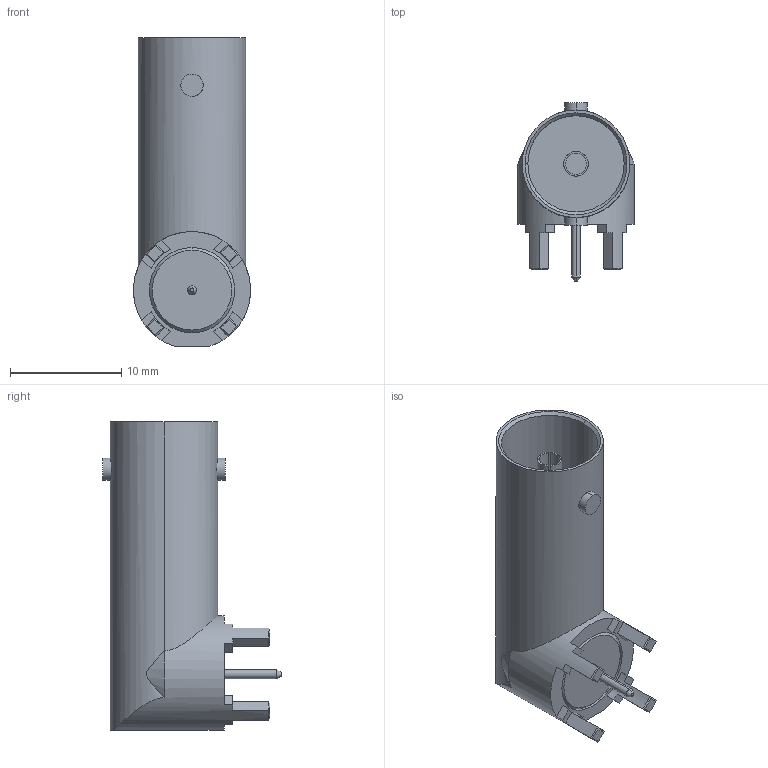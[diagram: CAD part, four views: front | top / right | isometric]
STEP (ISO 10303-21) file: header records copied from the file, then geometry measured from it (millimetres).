
FILE_DESCRIPTION (( 'STEP AP214' ), '1' );
FILE_NAME ('0731711640.STEP', '2019-03-08T15:23:25', ( '' ), ( '' ), 'SwSTEP 2.0', 'SolidWorks 2017', '' );
FILE_SCHEMA (( 'AUTOMOTIVE_DESIGN' ));
Length unit declared in the file: millimetre
Products named in the file (1): 0731711640
Bounding box: 10.49 x 16.02 x 27.64 mm (x, y, z)
Volume: 1684.9 mm3; surface area: 1532.9 mm2
Topology: 4 solids, 4 shells, 103 faces, 252 edges, 160 vertices
Faces by surface type: plane 64, cylinder 23, cone 16
Entity records: 3282 total; most frequent: CARTESIAN_POINT 753, DIRECTION 531, ORIENTED_EDGE 504, EDGE_CURVE 252, AXIS2_PLACEMENT_3D 200, VERTEX_POINT 160, VECTOR 131, LINE 131
